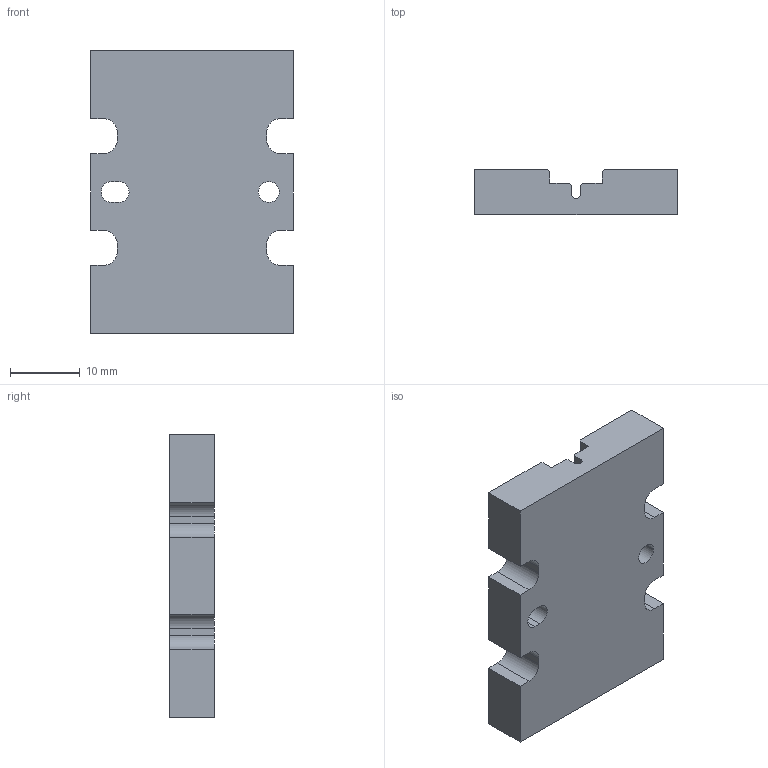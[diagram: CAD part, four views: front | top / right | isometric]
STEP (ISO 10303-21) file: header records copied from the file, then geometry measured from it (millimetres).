
FILE_DESCRIPTION (( 'STEP AP214' ), '1' );
FILE_NAME ('01_PLAQUE_PROTO_A.STEP', '2022-09-23T13:42:15', ( '' ), ( '' ), 'SwSTEP 2.0', 'SolidWorks 2021', '' );
FILE_SCHEMA (( 'AUTOMOTIVE_DESIGN' ));
Length unit declared in the file: millimetre
Products named in the file (1): 01_PLAQUE_PROTO_A
Bounding box: 29 x 6.4 x 40.5 mm (x, y, z)
Volume: 6244 mm3; surface area: 3599.6 mm2
Topology: 1 solids, 1 shells, 49 faces, 141 edges, 94 vertices
Faces by surface type: plane 35, cylinder 14
Entity records: 1645 total; most frequent: CARTESIAN_POINT 285, ORIENTED_EDGE 282, DIRECTION 269, EDGE_CURVE 141, LINE 113, VECTOR 113, VERTEX_POINT 94, AXIS2_PLACEMENT_3D 78
